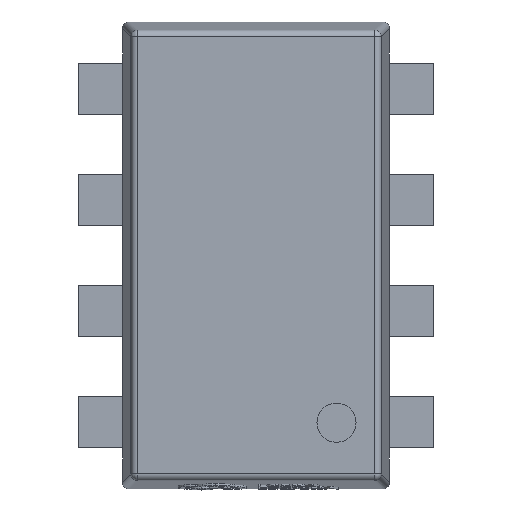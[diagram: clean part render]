
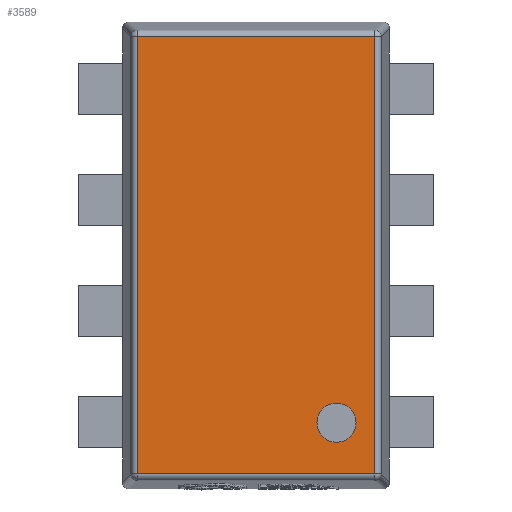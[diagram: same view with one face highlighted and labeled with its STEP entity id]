
A CAD part, top view. The second image highlights one B-rep face of the part: STEP entity #3589.
In plain terms, the highlighted planar face has unit normal (0, 0, 1).
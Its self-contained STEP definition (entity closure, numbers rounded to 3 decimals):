
#78 = VERTEX_POINT ( 'NONE', #5249 ) ;
#1543 = EDGE_CURVE ( 'NONE', #11703, #7225, #10038, .T. ) ;
#1767 = DIRECTION ( 'NONE',  ( 1., 0., 0. ) ) ;
#1772 = CARTESIAN_POINT ( 'NONE',  ( 0.362, -0.84, 0.45 ) ) ;
#3053 = PLANE ( 'NONE',  #7421 ) ;
#3155 = CARTESIAN_POINT ( 'NONE',  ( 0.533, -0.983, 0.45 ) ) ;
#3531 = DIRECTION ( 'NONE',  ( 0., -1., 0. ) ) ;
#3589 = ADVANCED_FACE ( 'NONE', ( #14100, #11365 ), #3053, .T. ) ;
#3679 = EDGE_CURVE ( 'NONE', #10107, #9915, #10943, .T. ) ;
#3794 = CARTESIAN_POINT ( 'NONE',  ( -0.533, 0.983, 0.45 ) ) ;
#3951 = AXIS2_PLACEMENT_3D ( 'NONE', #6346, #16113, #4990 ) ;
#4855 = DIRECTION ( 'NONE',  ( 0., 0., 1. ) ) ;
#4990 = DIRECTION ( 'NONE',  ( 0., 1., 0. ) ) ;
#5249 = CARTESIAN_POINT ( 'NONE',  ( 0.533, 0.983, 0.45 ) ) ;
#5499 = CARTESIAN_POINT ( 'NONE',  ( 0.561, -0.983, 0.45 ) ) ;
#5883 = DIRECTION ( 'NONE',  ( 0., 1., 0. ) ) ;
#6127 = EDGE_CURVE ( 'NONE', #9915, #10107, #9864, .T. ) ;
#6216 = CARTESIAN_POINT ( 'NONE',  ( 0.362, -0.753, 0.45 ) ) ;
#6346 = CARTESIAN_POINT ( 'NONE',  ( 0.362, -0.753, 0.45 ) ) ;
#6380 = CARTESIAN_POINT ( 'NONE',  ( 0.533, 1.011, 0.45 ) ) ;
#6892 = ORIENTED_EDGE ( 'NONE', *, *, #9694, .T. ) ;
#7225 = VERTEX_POINT ( 'NONE', #3155 ) ;
#7421 = AXIS2_PLACEMENT_3D ( 'NONE', #16918, #14188, #5883 ) ;
#8373 = VECTOR ( 'NONE', #3531, 1000. ) ;
#9017 = LINE ( 'NONE', #6380, #12022 ) ;
#9241 = CARTESIAN_POINT ( 'NONE',  ( 0.362, -0.665, 0.45 ) ) ;
#9473 = ORIENTED_EDGE ( 'NONE', *, *, #10144, .T. ) ;
#9496 = VECTOR ( 'NONE', #1767, 1000. ) ;
#9530 = ORIENTED_EDGE ( 'NONE', *, *, #6127, .F. ) ;
#9694 = EDGE_CURVE ( 'NONE', #7225, #78, #9017, .T. ) ;
#9864 = CIRCLE ( 'NONE', #13096, 0.088 ) ;
#9915 = VERTEX_POINT ( 'NONE', #9241 ) ;
#10038 = LINE ( 'NONE', #5499, #9496 ) ;
#10107 = VERTEX_POINT ( 'NONE', #1772 ) ;
#10144 = EDGE_CURVE ( 'NONE', #78, #17228, #15805, .T. ) ;
#10943 = CIRCLE ( 'NONE', #3951, 0.088 ) ;
#11365 = FACE_BOUND ( 'NONE', #16865, .T. ) ;
#11703 = VERTEX_POINT ( 'NONE', #14166 ) ;
#11776 = DIRECTION ( 'NONE',  ( 0., 1., 0. ) ) ;
#12022 = VECTOR ( 'NONE', #14678, 1000. ) ;
#12040 = ORIENTED_EDGE ( 'NONE', *, *, #1543, .T. ) ;
#12113 = LINE ( 'NONE', #16024, #8373 ) ;
#13096 = AXIS2_PLACEMENT_3D ( 'NONE', #6216, #4855, #11776 ) ;
#13406 = EDGE_CURVE ( 'NONE', #17228, #11703, #12113, .T. ) ;
#14100 = FACE_OUTER_BOUND ( 'NONE', #15398, .T. ) ;
#14166 = CARTESIAN_POINT ( 'NONE',  ( -0.533, -0.983, 0.45 ) ) ;
#14188 = DIRECTION ( 'NONE',  ( 0., 0., 1. ) ) ;
#14339 = VECTOR ( 'NONE', #14342, 1000. ) ;
#14342 = DIRECTION ( 'NONE',  ( -1., 0., 0. ) ) ;
#14678 = DIRECTION ( 'NONE',  ( 0., 1., 0. ) ) ;
#15398 = EDGE_LOOP ( 'NONE', ( #6892, #9473, #17780, #12040 ) ) ;
#15805 = LINE ( 'NONE', #16985, #14339 ) ;
#16024 = CARTESIAN_POINT ( 'NONE',  ( -0.533, -1.011, 0.45 ) ) ;
#16113 = DIRECTION ( 'NONE',  ( 0., 0., 1. ) ) ;
#16159 = ORIENTED_EDGE ( 'NONE', *, *, #3679, .F. ) ;
#16865 = EDGE_LOOP ( 'NONE', ( #9530, #16159 ) ) ;
#16918 = CARTESIAN_POINT ( 'NONE',  ( 0., 0., 0.45 ) ) ;
#16985 = CARTESIAN_POINT ( 'NONE',  ( -0.561, 0.983, 0.45 ) ) ;
#17228 = VERTEX_POINT ( 'NONE', #3794 ) ;
#17780 = ORIENTED_EDGE ( 'NONE', *, *, #13406, .T. ) ;
